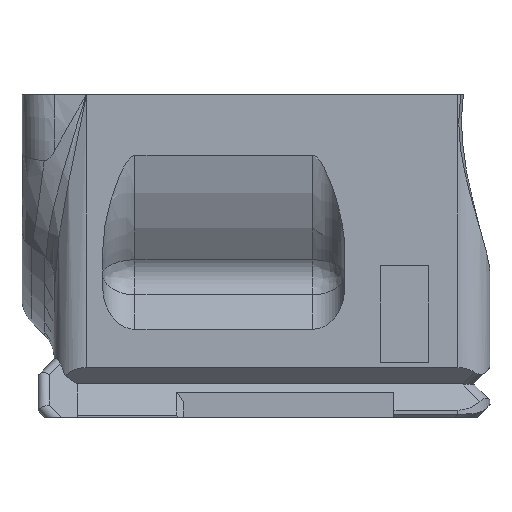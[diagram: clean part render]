
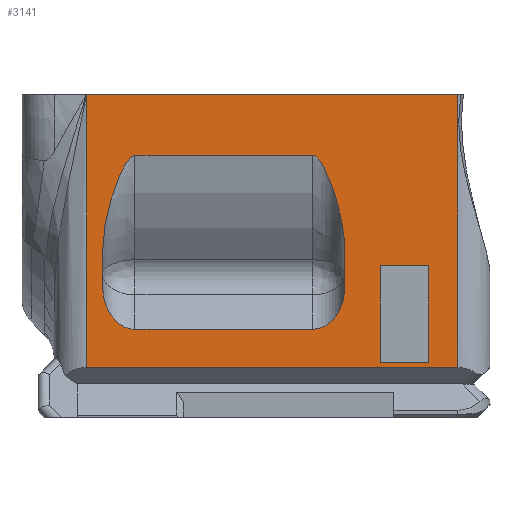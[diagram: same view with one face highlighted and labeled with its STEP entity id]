
A CAD part, left-side view. The second image highlights one B-rep face of the part: STEP entity #3141.
In plain terms, the highlighted planar face has unit normal (-1, 0, 0).
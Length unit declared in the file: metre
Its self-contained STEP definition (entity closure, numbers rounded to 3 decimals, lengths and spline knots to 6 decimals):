
#196=B_SPLINE_CURVE_WITH_KNOTS('',3,(#4309,#4310,#4311,#4312,#4313,#4314,
#4315,#4316,#4317,#4318,#4319),.UNSPECIFIED.,.F.,.F.,(4,1,1,1,1,1,1,1,4),
(0.,0.001596,0.002395,0.003193,0.003991,
0.004789,0.005588,0.005987,0.006386),
 .UNSPECIFIED.);
#197=B_SPLINE_CURVE_WITH_KNOTS('',3,(#4323,#4324,#4325,#4326,#4327,#4328,
#4329,#4330,#4331,#4332),.UNSPECIFIED.,.F.,.F.,(4,1,1,1,1,1,1,4),(0.,0.000407,
0.000813,0.001627,0.00244,0.003253,
0.00488,0.006507),.UNSPECIFIED.);
#401=ELLIPSE('',#3346,0.002595,0.002);
#402=ELLIPSE('',#3347,0.002595,0.002);
#454=ORIENTED_EDGE('',*,*,#1468,.F.);
#455=ORIENTED_EDGE('',*,*,#1469,.F.);
#456=ORIENTED_EDGE('',*,*,#1470,.T.);
#457=ORIENTED_EDGE('',*,*,#1471,.F.);
#458=ORIENTED_EDGE('',*,*,#1472,.F.);
#459=ORIENTED_EDGE('',*,*,#1473,.T.);
#460=ORIENTED_EDGE('',*,*,#1474,.T.);
#461=ORIENTED_EDGE('',*,*,#1475,.F.);
#462=ORIENTED_EDGE('',*,*,#1476,.F.);
#463=ORIENTED_EDGE('',*,*,#1477,.T.);
#464=ORIENTED_EDGE('',*,*,#1478,.T.);
#465=ORIENTED_EDGE('',*,*,#1479,.T.);
#466=ORIENTED_EDGE('',*,*,#1480,.T.);
#467=ORIENTED_EDGE('',*,*,#1481,.T.);
#468=ORIENTED_EDGE('',*,*,#1482,.F.);
#469=ORIENTED_EDGE('',*,*,#1483,.T.);
#1468=EDGE_CURVE('',#1975,#1976,#2299,.T.);
#1469=EDGE_CURVE('',#1977,#1975,#2300,.F.);
#1470=EDGE_CURVE('',#1977,#1978,#2301,.T.);
#1471=EDGE_CURVE('',#1976,#1978,#2302,.T.);
#1472=EDGE_CURVE('',#1979,#1980,#2303,.T.);
#1473=EDGE_CURVE('',#1979,#1981,#2304,.T.);
#1474=EDGE_CURVE('',#1981,#1982,#2305,.T.);
#1475=EDGE_CURVE('',#1980,#1982,#2306,.T.);
#1476=EDGE_CURVE('',#1983,#1984,#2307,.T.);
#1477=EDGE_CURVE('',#1983,#1985,#401,.F.);
#1478=EDGE_CURVE('',#1985,#1986,#2308,.T.);
#1479=EDGE_CURVE('',#1986,#1987,#402,.F.);
#1480=EDGE_CURVE('',#1987,#1988,#2309,.T.);
#1481=EDGE_CURVE('',#1988,#1989,#196,.T.);
#1482=EDGE_CURVE('',#1990,#1989,#2310,.F.);
#1483=EDGE_CURVE('',#1990,#1984,#197,.T.);
#1975=VERTEX_POINT('',#4283);
#1976=VERTEX_POINT('',#4284);
#1977=VERTEX_POINT('',#4286);
#1978=VERTEX_POINT('',#4288);
#1979=VERTEX_POINT('',#4291);
#1980=VERTEX_POINT('',#4292);
#1981=VERTEX_POINT('',#4294);
#1982=VERTEX_POINT('',#4296);
#1983=VERTEX_POINT('',#4299);
#1984=VERTEX_POINT('',#4300);
#1985=VERTEX_POINT('',#4302);
#1986=VERTEX_POINT('',#4304);
#1987=VERTEX_POINT('',#4306);
#1988=VERTEX_POINT('',#4308);
#1989=VERTEX_POINT('',#4320);
#1990=VERTEX_POINT('',#4322);
#2299=LINE('',#4282,#2491);
#2300=LINE('',#4285,#2492);
#2301=LINE('',#4287,#2493);
#2302=LINE('',#4289,#2494);
#2303=LINE('',#4290,#2495);
#2304=LINE('',#4293,#2496);
#2305=LINE('',#4295,#2497);
#2306=LINE('',#4297,#2498);
#2307=LINE('',#4298,#2499);
#2308=LINE('',#4303,#2500);
#2309=LINE('',#4307,#2501);
#2310=LINE('',#4321,#2502);
#2491=VECTOR('',#3596,1.);
#2492=VECTOR('',#3597,1.);
#2493=VECTOR('',#3598,1.);
#2494=VECTOR('',#3599,1.);
#2495=VECTOR('',#3600,1.);
#2496=VECTOR('',#3601,1.);
#2497=VECTOR('',#3602,1.);
#2498=VECTOR('',#3603,1.);
#2499=VECTOR('',#3604,1.);
#2500=VECTOR('',#3607,1.);
#2501=VECTOR('',#3610,1.);
#2502=VECTOR('',#3611,1.);
#2683=EDGE_LOOP('',(#454,#455,#456,#457));
#2684=EDGE_LOOP('',(#458,#459,#460,#461));
#2685=EDGE_LOOP('',(#462,#463,#464,#465,#466,#467,#468,#469));
#2880=FACE_BOUND('',#2683,.T.);
#2881=FACE_BOUND('',#2684,.T.);
#2882=FACE_BOUND('',#2685,.T.);
#3077=PLANE('',#3345);
#3141=ADVANCED_FACE('',(#2880,#2881,#2882),#3077,.T.);
#3345=AXIS2_PLACEMENT_3D('',#4281,#3594,#3595);
#3346=AXIS2_PLACEMENT_3D('',#4301,#3605,#3606);
#3347=AXIS2_PLACEMENT_3D('',#4305,#3608,#3609);
#3594=DIRECTION('',(-1.,0.,0.));
#3595=DIRECTION('',(0.,1.,0.));
#3596=DIRECTION('',(0.,-1.,0.));
#3597=DIRECTION('',(0.,0.,-1.));
#3598=DIRECTION('',(0.,-1.,0.));
#3599=DIRECTION('',(0.,0.,-1.));
#3600=DIRECTION('',(0.,0.,-1.));
#3601=DIRECTION('',(0.,-1.,0.));
#3602=DIRECTION('',(0.,0.,-1.));
#3603=DIRECTION('',(0.,-1.,0.));
#3604=DIRECTION('',(0.,0.,1.));
#3605=DIRECTION('',(-1.,0.,0.));
#3606=DIRECTION('',(0.,0.,-1.));
#3607=DIRECTION('',(0.,1.,0.));
#3608=DIRECTION('',(-1.,0.,0.));
#3609=DIRECTION('',(0.,0.,1.));
#3610=DIRECTION('',(0.,0.,1.));
#3611=DIRECTION('',(0.,-1.,0.));
#4281=CARTESIAN_POINT('',(-0.0135,0.,0.0336));
#4282=CARTESIAN_POINT('',(-0.0135,0.,0.0336));
#4283=CARTESIAN_POINT('',(-0.0135,0.0115,0.0336));
#4284=CARTESIAN_POINT('',(-0.0135,-0.0115,0.0336));
#4285=CARTESIAN_POINT('',(-0.0135,0.0115,0.0336));
#4286=CARTESIAN_POINT('',(-0.0135,0.0115,0.016691));
#4287=CARTESIAN_POINT('',(-0.0135,-0.014414,0.016691));
#4288=CARTESIAN_POINT('',(-0.0135,-0.0115,0.016691));
#4289=CARTESIAN_POINT('',(-0.0135,-0.0115,0.0136));
#4290=CARTESIAN_POINT('',(-0.0135,-0.006696,0.02));
#4291=CARTESIAN_POINT('',(-0.0135,-0.006696,0.023));
#4292=CARTESIAN_POINT('',(-0.0135,-0.006696,0.017));
#4293=CARTESIAN_POINT('',(-0.0135,-0.008202,0.023));
#4294=CARTESIAN_POINT('',(-0.0135,-0.009708,0.023));
#4295=CARTESIAN_POINT('',(-0.0135,-0.009708,0.02));
#4296=CARTESIAN_POINT('',(-0.0135,-0.009708,0.017));
#4297=CARTESIAN_POINT('',(-0.0135,-0.008202,0.017));
#4298=CARTESIAN_POINT('',(-0.0135,-0.0045,0.0336));
#4299=CARTESIAN_POINT('',(-0.0135,-0.0045,0.021658));
#4300=CARTESIAN_POINT('',(-0.0135,-0.0045,0.023933));
#4301=CARTESIAN_POINT('',(-0.0135,-0.0025,0.021658));
#4302=CARTESIAN_POINT('',(-0.0135,-0.0025,0.019064));
#4303=CARTESIAN_POINT('',(-0.0135,0.,0.019064));
#4304=CARTESIAN_POINT('',(-0.0135,0.0085,0.019064));
#4305=CARTESIAN_POINT('',(-0.0135,0.0085,0.021658));
#4306=CARTESIAN_POINT('',(-0.0135,0.0105,0.021658));
#4307=CARTESIAN_POINT('',(-0.0135,0.0105,0.0336));
#4308=CARTESIAN_POINT('',(-0.0135,0.0105,0.023933));
#4309=CARTESIAN_POINT('',(-0.0135,0.0105,0.023933));
#4310=CARTESIAN_POINT('',(-0.0135,0.0105,0.024473));
#4311=CARTESIAN_POINT('',(-0.0135,0.010419,0.025269));
#4312=CARTESIAN_POINT('',(-0.0135,0.010205,0.026312));
#4313=CARTESIAN_POINT('',(-0.0135,0.009997,0.027087));
#4314=CARTESIAN_POINT('',(-0.0135,0.009746,0.027853));
#4315=CARTESIAN_POINT('',(-0.0135,0.009452,0.028602));
#4316=CARTESIAN_POINT('',(-0.0135,0.009158,0.02921));
#4317=CARTESIAN_POINT('',(-0.0135,0.008862,0.029651));
#4318=CARTESIAN_POINT('',(-0.0135,0.008636,0.029832));
#4319=CARTESIAN_POINT('',(-0.0135,0.0085,0.029832));
#4320=CARTESIAN_POINT('',(-0.0135,0.0085,0.029832));
#4321=CARTESIAN_POINT('',(-0.0135,0.0105,0.029832));
#4322=CARTESIAN_POINT('',(-0.0135,-0.0025,0.029832));
#4323=CARTESIAN_POINT('',(-0.0135,-0.0025,0.029832));
#4324=CARTESIAN_POINT('',(-0.0135,-0.002638,0.029832));
#4325=CARTESIAN_POINT('',(-0.0135,-0.002865,0.029647));
#4326=CARTESIAN_POINT('',(-0.0135,-0.003162,0.029203));
#4327=CARTESIAN_POINT('',(-0.0135,-0.003454,0.028597));
#4328=CARTESIAN_POINT('',(-0.0135,-0.003749,0.027847));
#4329=CARTESIAN_POINT('',(-0.0135,-0.004082,0.026828));
#4330=CARTESIAN_POINT('',(-0.0135,-0.004391,0.025536));
#4331=CARTESIAN_POINT('',(-0.0135,-0.0045,0.024475));
#4332=CARTESIAN_POINT('',(-0.0135,-0.0045,0.023933));
